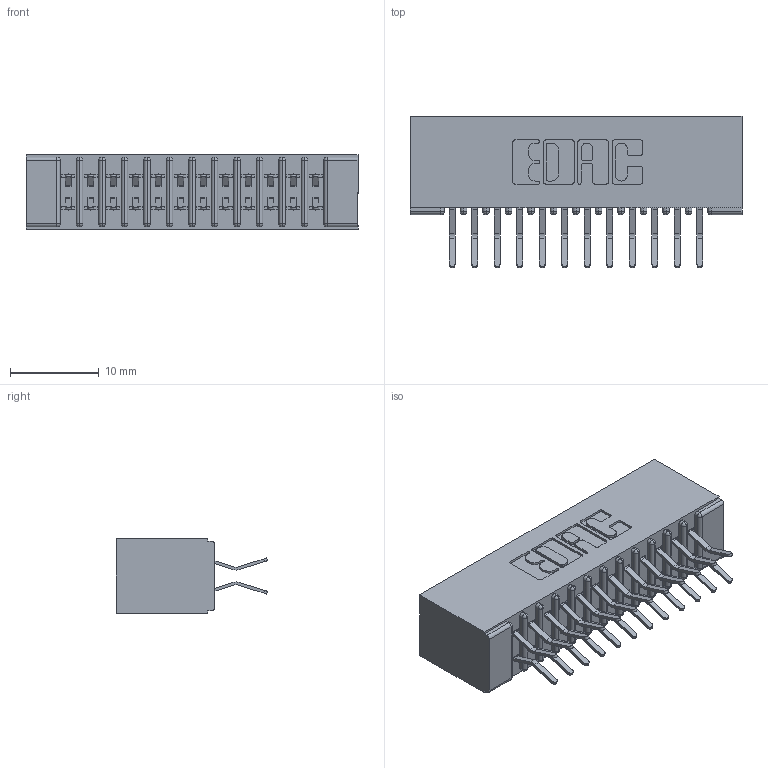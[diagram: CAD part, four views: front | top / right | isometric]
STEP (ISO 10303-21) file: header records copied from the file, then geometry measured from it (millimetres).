
FILE_DESCRIPTION (( 'STEP AP203' ), '1' );
FILE_NAME ('341-024-556-201.STEP', '2018-08-06T18:11:43', ( '' ), ( '' ), 'SwSTEP 2.0', 'SolidWorks 2016', '' );
FILE_SCHEMA (( 'CONFIG_CONTROL_DESIGN' ));
Length unit declared in the file: inch
Products named in the file (3): 341 Part_No Mounting Lugs; 341-292-001_341-292-156; 341-024-556-201
Assembly tree (25 placements, depth 2):
  341-024-556-201
    341 Part_No Mounting Lugs
    341-292-001_341-292-156  x24
Bounding box: 37.47 x 17.07 x 8.38 mm (x, y, z)
Volume: 2296.7 mm3; surface area: 4898.9 mm2
Topology: 25 solids, 25 shells, 1788 faces, 5176 edges, 3358 vertices
Faces by surface type: plane 1024, cylinder 716, sphere 26, torus 22
Entity records: 18381 total; most frequent: CARTESIAN_POINT 3056, ORIENTED_EDGE 3032, DIRECTION 2990, EDGE_CURVE 1516, VECTOR 1190, LINE 1190, VERTEX_POINT 966, AXIS2_PLACEMENT_3D 900
